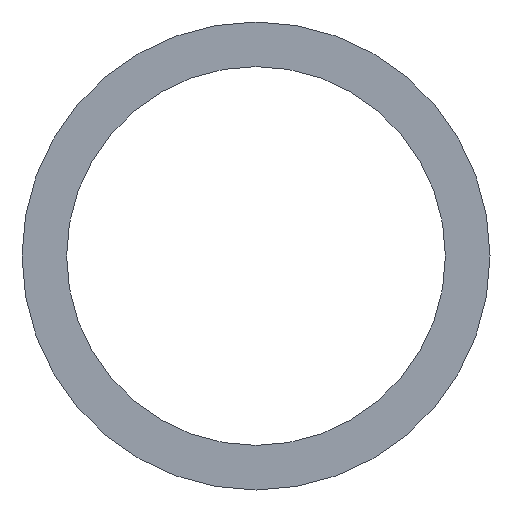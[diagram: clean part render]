
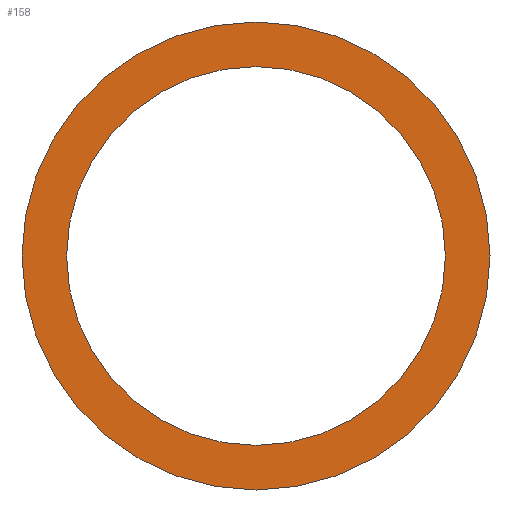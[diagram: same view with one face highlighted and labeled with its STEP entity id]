
A CAD part, front view. The second image highlights one B-rep face of the part: STEP entity #158.
In plain terms, the highlighted planar face has unit normal (0, -1, 0).
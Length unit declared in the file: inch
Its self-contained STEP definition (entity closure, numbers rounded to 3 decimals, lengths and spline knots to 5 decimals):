
#4 = CARTESIAN_POINT ( 'NONE',  ( 0., -18.625, -0.425 ) ) ;
#8 = AXIS2_PLACEMENT_3D ( 'NONE', #97, #99, #132 ) ;
#12 = CARTESIAN_POINT ( 'NONE',  ( 0., -18.625, 0.525 ) ) ;
#13 = EDGE_CURVE ( 'NONE', #33, #184, #194, .T. ) ;
#29 = CIRCLE ( 'NONE', #164, 0.525 ) ;
#33 = VERTEX_POINT ( 'NONE', #4 ) ;
#35 = EDGE_LOOP ( 'NONE', ( #48, #49 ) ) ;
#48 = ORIENTED_EDGE ( 'NONE', *, *, #166, .F. ) ;
#49 = ORIENTED_EDGE ( 'NONE', *, *, #222, .F. ) ;
#51 = ORIENTED_EDGE ( 'NONE', *, *, #13, .T. ) ;
#57 = VERTEX_POINT ( 'NONE', #94 ) ;
#64 = EDGE_LOOP ( 'NONE', ( #51, #91 ) ) ;
#65 = CARTESIAN_POINT ( 'NONE',  ( 0., -18.625, 0. ) ) ;
#68 = VERTEX_POINT ( 'NONE', #12 ) ;
#82 = CARTESIAN_POINT ( 'NONE',  ( 0., -18.625, 0.425 ) ) ;
#88 = AXIS2_PLACEMENT_3D ( 'NONE', #106, #111, #124 ) ;
#90 = DIRECTION ( 'NONE',  ( 0., 0., 1. ) ) ;
#91 = ORIENTED_EDGE ( 'NONE', *, *, #212, .T. ) ;
#94 = CARTESIAN_POINT ( 'NONE',  ( 0., -18.625, -0.525 ) ) ;
#97 = CARTESIAN_POINT ( 'NONE',  ( 0., -18.625, 0. ) ) ;
#99 = DIRECTION ( 'NONE',  ( 0., 1., 0. ) ) ;
#106 = CARTESIAN_POINT ( 'NONE',  ( 0., -18.625, 0. ) ) ;
#109 = DIRECTION ( 'NONE',  ( 0., 1., 0. ) ) ;
#110 = DIRECTION ( 'NONE',  ( 0., 0., 1. ) ) ;
#111 = DIRECTION ( 'NONE',  ( 0., 1., 0. ) ) ;
#124 = DIRECTION ( 'NONE',  ( 0., 0., 1. ) ) ;
#132 = DIRECTION ( 'NONE',  ( 0., 0., 1. ) ) ;
#140 = CARTESIAN_POINT ( 'NONE',  ( 0., -18.625, 0. ) ) ;
#141 = AXIS2_PLACEMENT_3D ( 'NONE', #159, #150, #179 ) ;
#150 = DIRECTION ( 'NONE',  ( 0., 1., 0. ) ) ;
#158 = ADVANCED_FACE ( 'NONE', ( #207, #183 ), #189, .F. ) ;
#159 = CARTESIAN_POINT ( 'NONE',  ( 0., -18.625, 0. ) ) ;
#162 = AXIS2_PLACEMENT_3D ( 'NONE', #65, #165, #90 ) ;
#164 = AXIS2_PLACEMENT_3D ( 'NONE', #140, #109, #110 ) ;
#165 = DIRECTION ( 'NONE',  ( 0., 1., 0. ) ) ;
#166 = EDGE_CURVE ( 'NONE', #57, #68, #29, .T. ) ;
#179 = DIRECTION ( 'NONE',  ( 0., 0., 1. ) ) ;
#183 = FACE_BOUND ( 'NONE', #64, .T. ) ;
#184 = VERTEX_POINT ( 'NONE', #82 ) ;
#189 = PLANE ( 'NONE',  #141 ) ;
#194 = CIRCLE ( 'NONE', #162, 0.425 ) ;
#198 = CIRCLE ( 'NONE', #8, 0.425 ) ;
#207 = FACE_OUTER_BOUND ( 'NONE', #35, .T. ) ;
#211 = CIRCLE ( 'NONE', #88, 0.525 ) ;
#212 = EDGE_CURVE ( 'NONE', #184, #33, #198, .T. ) ;
#222 = EDGE_CURVE ( 'NONE', #68, #57, #211, .T. ) ;
